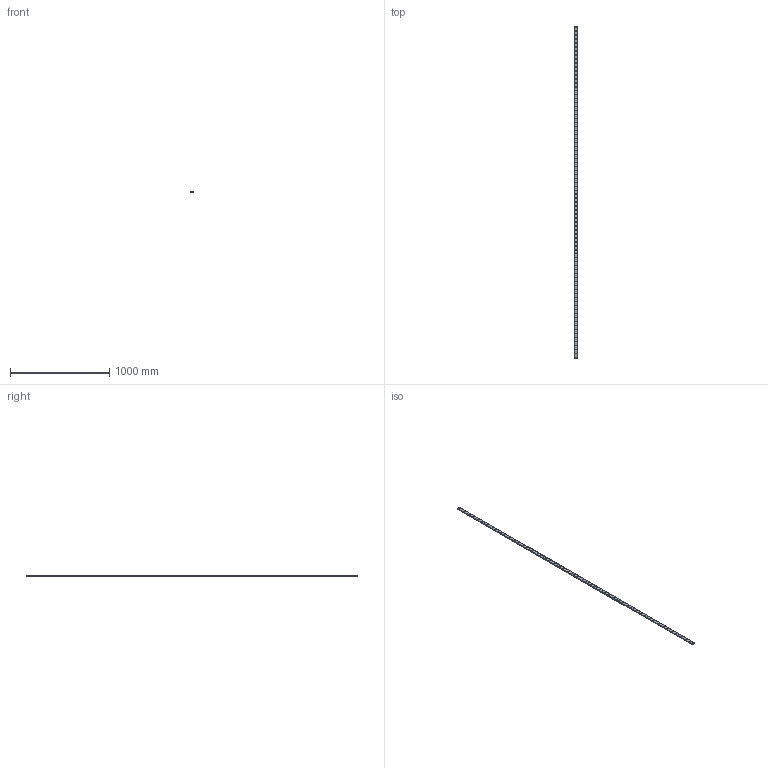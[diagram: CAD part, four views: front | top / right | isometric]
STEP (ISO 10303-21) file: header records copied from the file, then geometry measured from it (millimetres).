
FILE_DESCRIPTION(('STEP AP214'),'1');
FILE_NAME('cctmp_1BBB706B-7F45-42F0-A36F-A41C60922A15_2021_03_02_11_32_13_0019..stp','2021-03-02T10:32:13',('HIWIN GmbH'),('CADClick - www.CADClick.com'),'Spatial InterOp 3D',' ','unknown authorization');
FILE_SCHEMA(('AUTOMOTIVE_DESIGN'));
Length unit declared in the file: millimetre
Products named in the file (1): WER17R3340H_FILE
Bounding box: 33 x 3340 x 9.3 mm (x, y, z)
Volume: 922275.1 mm3; surface area: 326627.3 mm2
Topology: 1 solids, 1 shells, 1615 faces, 3315 edges, 2210 vertices
Faces by surface type: cylinder 1026, plane 589
Entity records: 56565 total; most frequent: DIRECTION 8599, CARTESIAN_POINT 7141, ORIENTED_EDGE 6630, AXIS2_PLACEMENT_3D 3668, EDGE_CURVE 3315, VERTEX_POINT 2210, EDGE_LOOP 2123, CIRCLE 2052
